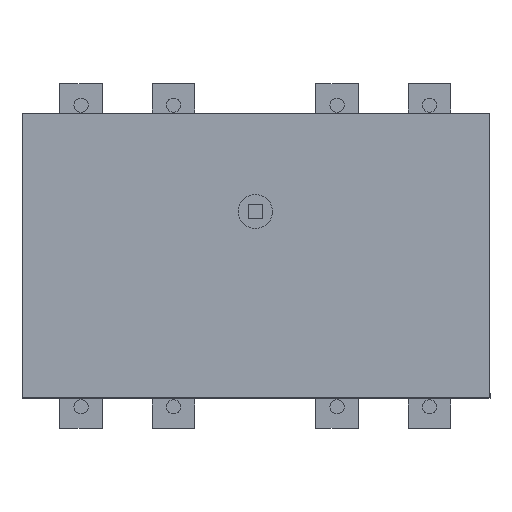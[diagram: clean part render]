
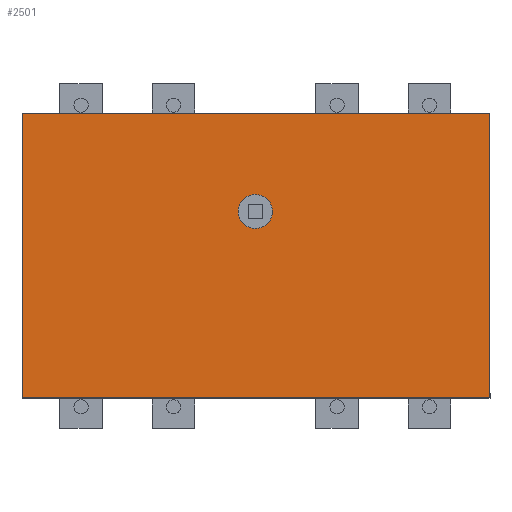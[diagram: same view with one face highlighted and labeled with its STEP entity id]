
A CAD part, top view. The second image highlights one B-rep face of the part: STEP entity #2501.
In plain terms, the highlighted planar face has unit normal (0, 0, 1).
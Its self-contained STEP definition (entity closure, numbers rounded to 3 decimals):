
#63=FACE_BOUND('',#516,.T.);
#294=FACE_OUTER_BOUND('',#515,.T.);
#515=EDGE_LOOP('',(#2157,#2158,#2159,#2160));
#516=EDGE_LOOP('',(#2161));
#827=VERTEX_POINT('',#26365);
#828=VERTEX_POINT('',#26369);
#829=VERTEX_POINT('',#26370);
#830=VERTEX_POINT('',#26372);
#831=VERTEX_POINT('',#26374);
#1273=EDGE_CURVE('',#827,#827,#2633,.T.);
#1274=EDGE_CURVE('',#828,#829,#10799,.T.);
#1275=EDGE_CURVE('',#830,#828,#10800,.T.);
#1276=EDGE_CURVE('',#831,#830,#10801,.T.);
#1277=EDGE_CURVE('',#829,#831,#10802,.T.);
#2157=ORIENTED_EDGE('',*,*,#1274,.F.);
#2158=ORIENTED_EDGE('',*,*,#1275,.F.);
#2159=ORIENTED_EDGE('',*,*,#1276,.F.);
#2160=ORIENTED_EDGE('',*,*,#1277,.F.);
#2161=ORIENTED_EDGE('',*,*,#1273,.T.);
#2314=PLANE('',#14049);
#2501=ADVANCED_FACE('',(#294,#63),#2314,.T.);
#2633=CIRCLE('',#14047,12.);
#10799=LINE('',#26371,#13742);
#10800=LINE('',#26373,#13743);
#10801=LINE('',#26375,#13744);
#10802=LINE('',#26376,#13745);
#13742=VECTOR('',#17590,10.);
#13743=VECTOR('',#17591,10.);
#13744=VECTOR('',#17592,10.);
#13745=VECTOR('',#17593,10.);
#14047=AXIS2_PLACEMENT_3D('',#26366,#17584,#17585);
#14049=AXIS2_PLACEMENT_3D('',#26368,#17588,#17589);
#17584=DIRECTION('center_axis',(0.,0.,
-1.));
#17585=DIRECTION('ref_axis',(-1.,0.,0.));
#17588=DIRECTION('center_axis',(0.,0.,
1.));
#17589=DIRECTION('ref_axis',(1.,0.,0.));
#17590=DIRECTION('',(0.,1.,0.));
#17591=DIRECTION('',(-1.,0.,0.));
#17592=DIRECTION('',(0.,-1.,0.));
#17593=DIRECTION('',(1.,0.,0.));
#26365=CARTESIAN_POINT('',(174.,31.,183.5));
#26366=CARTESIAN_POINT('Origin',(162.,31.,183.5));
#26368=CARTESIAN_POINT('Origin',(162.5,0.,183.5));
#26369=CARTESIAN_POINT('',(-2.,-100.,183.5));
#26370=CARTESIAN_POINT('',(-2.,100.,183.5));
#26371=CARTESIAN_POINT('',(-2.,100.,183.5));
#26372=CARTESIAN_POINT('',(327.,-100.,183.5));
#26373=CARTESIAN_POINT('',(-2.,-100.,183.5));
#26374=CARTESIAN_POINT('',(327.,100.,183.5));
#26375=CARTESIAN_POINT('',(327.,-100.,183.5));
#26376=CARTESIAN_POINT('',(327.,100.,183.5));
